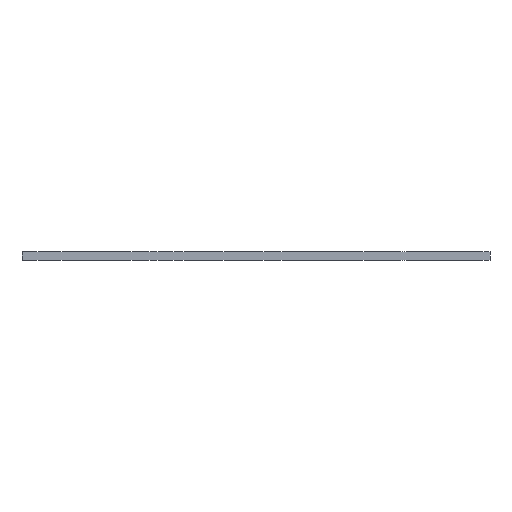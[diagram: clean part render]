
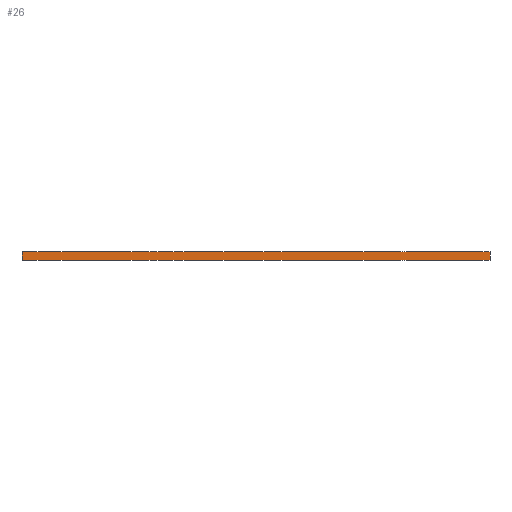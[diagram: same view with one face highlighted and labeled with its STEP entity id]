
A CAD part, front view. The second image highlights one B-rep face of the part: STEP entity #26.
In plain terms, the highlighted planar face has unit normal (0, -1, 0).
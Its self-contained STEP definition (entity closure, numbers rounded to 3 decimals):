
#10 = EDGE_CURVE ( 'NONE', #778, #395, #300, .T. ) ;
#26 = ADVANCED_FACE ( 'NONE', ( #315 ), #649, .F. ) ;
#53 = DIRECTION ( 'NONE',  ( 0., 1., 0. ) ) ;
#83 = AXIS2_PLACEMENT_3D ( 'NONE', #584, #53, #255 ) ;
#133 = VECTOR ( 'NONE', #271, 1000. ) ;
#134 = ORIENTED_EDGE ( 'NONE', *, *, #725, .F. ) ;
#147 = CARTESIAN_POINT ( 'NONE',  ( -114.5, -133.71, 4. ) ) ;
#151 = VECTOR ( 'NONE', #202, 1000. ) ;
#169 = ORIENTED_EDGE ( 'NONE', *, *, #10, .T. ) ;
#202 = DIRECTION ( 'NONE',  ( 0., 0., -1. ) ) ;
#222 = VERTEX_POINT ( 'NONE', #322 ) ;
#231 = CARTESIAN_POINT ( 'NONE',  ( -114.5, -133.71, 0. ) ) ;
#255 = DIRECTION ( 'NONE',  ( 0., 0., 1. ) ) ;
#271 = DIRECTION ( 'NONE',  ( 0., 0., -1. ) ) ;
#300 = LINE ( 'NONE', #231, #770 ) ;
#302 = VERTEX_POINT ( 'NONE', #147 ) ;
#307 = EDGE_CURVE ( 'NONE', #302, #778, #412, .T. ) ;
#315 = FACE_OUTER_BOUND ( 'NONE', #555, .T. ) ;
#322 = CARTESIAN_POINT ( 'NONE',  ( 114.5, -133.71, 4. ) ) ;
#338 = DIRECTION ( 'NONE',  ( 1., 0., 0. ) ) ;
#395 = VERTEX_POINT ( 'NONE', #503 ) ;
#405 = ORIENTED_EDGE ( 'NONE', *, *, #689, .F. ) ;
#412 = LINE ( 'NONE', #796, #151 ) ;
#453 = CARTESIAN_POINT ( 'NONE',  ( -114.5, -133.71, 4. ) ) ;
#463 = LINE ( 'NONE', #847, #133 ) ;
#472 = VECTOR ( 'NONE', #338, 1000. ) ;
#494 = DIRECTION ( 'NONE',  ( 1., 0., 0. ) ) ;
#503 = CARTESIAN_POINT ( 'NONE',  ( 114.5, -133.71, 0. ) ) ;
#555 = EDGE_LOOP ( 'NONE', ( #169, #405, #134, #737 ) ) ;
#584 = CARTESIAN_POINT ( 'NONE',  ( -114.5, -133.71, 4. ) ) ;
#649 = PLANE ( 'NONE',  #83 ) ;
#689 = EDGE_CURVE ( 'NONE', #222, #395, #463, .T. ) ;
#725 = EDGE_CURVE ( 'NONE', #302, #222, #795, .T. ) ;
#737 = ORIENTED_EDGE ( 'NONE', *, *, #307, .T. ) ;
#770 = VECTOR ( 'NONE', #494, 1000. ) ;
#778 = VERTEX_POINT ( 'NONE', #792 ) ;
#792 = CARTESIAN_POINT ( 'NONE',  ( -114.5, -133.71, 0. ) ) ;
#795 = LINE ( 'NONE', #453, #472 ) ;
#796 = CARTESIAN_POINT ( 'NONE',  ( -114.5, -133.71, 4. ) ) ;
#847 = CARTESIAN_POINT ( 'NONE',  ( 114.5, -133.71, 4. ) ) ;
